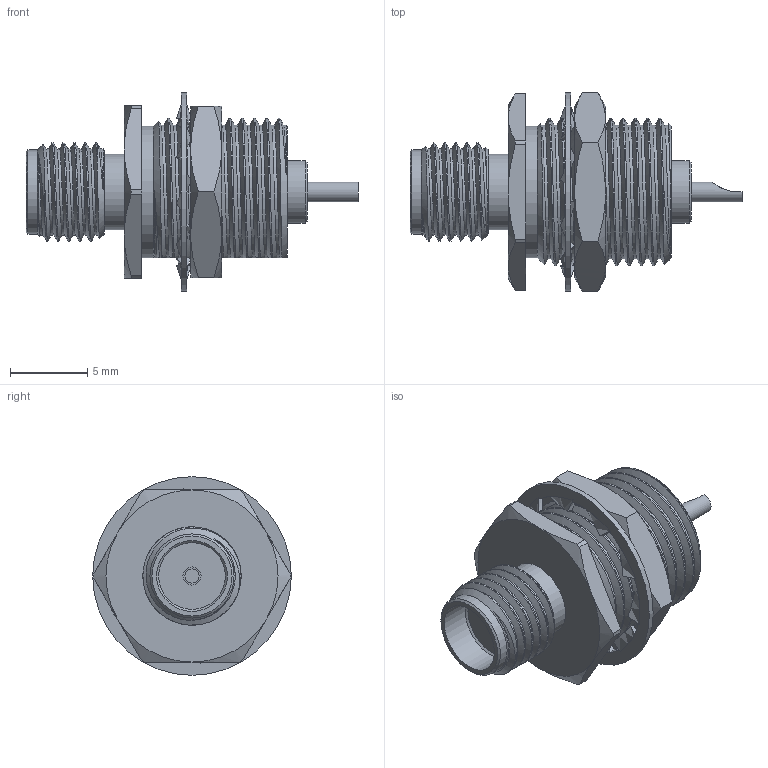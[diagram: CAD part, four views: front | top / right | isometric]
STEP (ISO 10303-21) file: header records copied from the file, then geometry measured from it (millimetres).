
FILE_DESCRIPTION (( 'STEP AP214' ), '1' );
FILE_NAME ('FMCN4406_3D.step', '2023-01-05T21:14:48', ( '' ), ( '' ), 'SwSTEP 2.0', 'SolidWorks 2022', '' );
FILE_SCHEMA (( 'AUTOMOTIVE_DESIGN' ));
Length unit declared in the file: inch
Products named in the file (1): FMCN4406_3D
Bounding box: 21.46 x 12.84 x 12.84 mm (x, y, z)
Volume: 943 mm3; surface area: 1228.4 mm2
Topology: 3 solids, 3 shells, 188 faces, 534 edges, 359 vertices
Faces by surface type: bspline 83, cylinder 50, cone 28, plane 27
Full cylindrical faces by diameter (mm): 0.889 x1, 0.914 x1, 1.168 x1, 1.27 x1, 4.064 x1, 4.572 x1, 4.883 x1, 5.436 x1, 8.509 x1, 12.837 x1
Entity records: 24190 total; most frequent: CARTESIAN_POINT 20227, ORIENTED_EDGE 1014, DIRECTION 511, EDGE_CURVE 507, VERTEX_POINT 350, B_SPLINE_CURVE_WITH_KNOTS 234, EDGE_LOOP 217, AXIS2_PLACEMENT_3D 206
